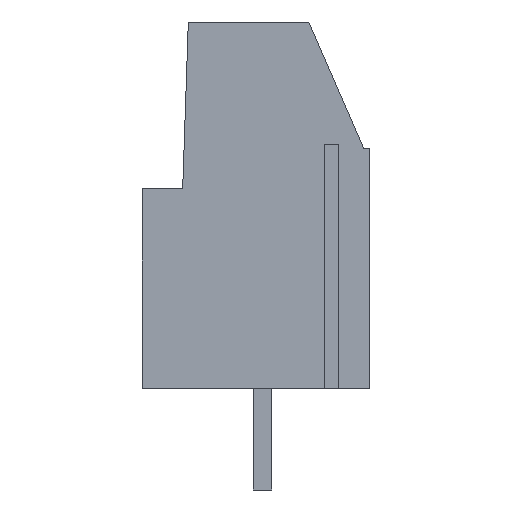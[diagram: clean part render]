
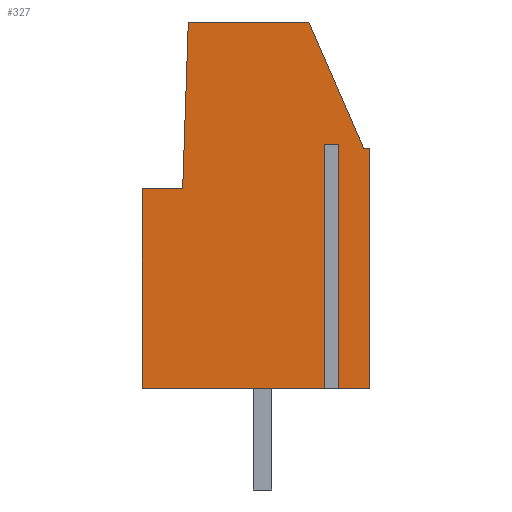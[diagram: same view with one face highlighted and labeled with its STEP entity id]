
A CAD part, left-side view. The second image highlights one B-rep face of the part: STEP entity #327.
In plain terms, the highlighted planar face has unit normal (-1, 0, 0).
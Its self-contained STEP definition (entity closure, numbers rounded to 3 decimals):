
#13=DIRECTION('',(0.,0.,1.));
#21=EDGE_CURVE('',#22,#24,#26,.T.);
#22=VERTEX_POINT('',#23);
#23=CARTESIAN_POINT('',(-2.54,-5.283,0.));
#24=VERTEX_POINT('',#25);
#25=CARTESIAN_POINT('',(-2.54,-3.562,0.));
#26=LINE('',#23,#27);
#27=VECTOR('',#28,1.);
#28=DIRECTION('',(0.,1.,0.));
#35=DIRECTION('',(1.,0.,0.));
#53=VECTOR('',#54,1.);
#54=DIRECTION('',(0.,-1.,0.));
#68=VERTEX_POINT('',#69);
#69=CARTESIAN_POINT('',(-2.54,5.917,0.));
#72=EDGE_CURVE('',#73,#68,#26,.T.);
#73=VERTEX_POINT('',#74);
#74=CARTESIAN_POINT('',(-2.54,-3.205,0.));
#327=ADVANCED_FACE('',(#328),#387,.F.);
#328=FACE_BOUND('',#329,.F.);
#329=EDGE_LOOP('',(#330,#339,#344,#350,#351,#357,#362,#365,#366,#371,#376,#383));
#330=ORIENTED_EDGE('',*,*,#331,.T.);
#331=EDGE_CURVE('',#332,#334,#336,.T.);
#332=VERTEX_POINT('',#333);
#333=CARTESIAN_POINT('',(-2.54,-2.283,18.));
#334=VERTEX_POINT('',#335);
#335=CARTESIAN_POINT('',(-2.54,-4.983,11.8));
#336=LINE('',#333,#337);
#337=VECTOR('',#338,1.);
#338=DIRECTION('',(0.,-0.399,-0.917));
#339=ORIENTED_EDGE('',*,*,#340,.T.);
#340=EDGE_CURVE('',#334,#341,#343,.T.);
#341=VERTEX_POINT('',#342);
#342=CARTESIAN_POINT('',(-2.54,-5.283,11.8));
#343=LINE('',#335,#53);
#344=ORIENTED_EDGE('',*,*,#345,.T.);
#345=EDGE_CURVE('',#341,#22,#346,.T.);
#346=LINE('',#347,#348);
#347=CARTESIAN_POINT('',(-2.54,-5.283,18.));
#348=VECTOR('',#349,1.);
#349=DIRECTION('',(0.,0.,-1.));
#350=ORIENTED_EDGE('',*,*,#21,.T.);
#351=ORIENTED_EDGE('',*,*,#352,.T.);
#352=EDGE_CURVE('',#24,#353,#355,.T.);
#353=VERTEX_POINT('',#354);
#354=CARTESIAN_POINT('',(-2.54,-3.562,12.));
#355=LINE('',#25,#356);
#356=VECTOR('',#13,1.);
#357=ORIENTED_EDGE('',*,*,#358,.T.);
#358=EDGE_CURVE('',#353,#359,#361,.T.);
#359=VERTEX_POINT('',#360);
#360=CARTESIAN_POINT('',(-2.54,-3.205,12.));
#361=LINE('',#354,#27);
#362=ORIENTED_EDGE('',*,*,#363,.F.);
#363=EDGE_CURVE('',#73,#359,#364,.T.);
#364=LINE('',#74,#356);
#365=ORIENTED_EDGE('',*,*,#72,.T.);
#366=ORIENTED_EDGE('',*,*,#367,.T.);
#367=EDGE_CURVE('',#68,#368,#370,.T.);
#368=VERTEX_POINT('',#369);
#369=CARTESIAN_POINT('',(-2.54,5.917,9.8));
#370=LINE('',#69,#356);
#371=ORIENTED_EDGE('',*,*,#372,.F.);
#372=EDGE_CURVE('',#373,#368,#375,.T.);
#373=VERTEX_POINT('',#374);
#374=CARTESIAN_POINT('',(-2.54,3.92,9.8));
#375=LINE('',#374,#27);
#376=ORIENTED_EDGE('',*,*,#377,.F.);
#377=EDGE_CURVE('',#378,#373,#380,.T.);
#378=VERTEX_POINT('',#379);
#379=CARTESIAN_POINT('',(-2.54,3.644,18.));
#380=LINE('',#379,#381);
#381=VECTOR('',#382,1.);
#382=DIRECTION('',(0.,0.034,-0.999));
#383=ORIENTED_EDGE('',*,*,#384,.T.);
#384=EDGE_CURVE('',#378,#332,#385,.T.);
#385=LINE('',#386,#53);
#386=CARTESIAN_POINT('',(-2.54,5.917,18.));
#387=PLANE('',#388);
#388=AXIS2_PLACEMENT_3D('',#389,#35,#390);
#389=CARTESIAN_POINT('',(-2.54,0.317,9.));
#390=DIRECTION('',(-0.,0.,1.));
